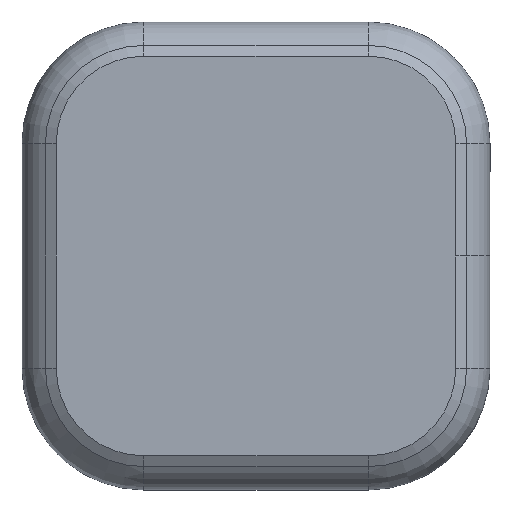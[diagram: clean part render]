
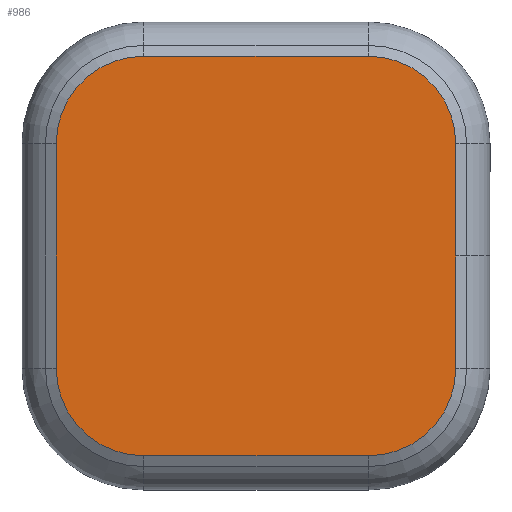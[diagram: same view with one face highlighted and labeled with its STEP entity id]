
A CAD part, front view. The second image highlights one B-rep face of the part: STEP entity #986.
In plain terms, the highlighted planar face has unit normal (0, -1, 0).
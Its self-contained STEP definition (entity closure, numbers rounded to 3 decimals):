
#45 = EDGE_CURVE ( 'NONE', #1349, #303, #1291, .T. ) ;
#60 = DIRECTION ( 'NONE',  ( 0., 0., 1. ) ) ;
#64 = VERTEX_POINT ( 'NONE', #1937 ) ;
#84 = ORIENTED_EDGE ( 'NONE', *, *, #1395, .T. ) ;
#115 = ORIENTED_EDGE ( 'NONE', *, *, #45, .T. ) ;
#133 = VECTOR ( 'NONE', #928, 1000. ) ;
#159 = FACE_OUTER_BOUND ( 'NONE', #675, .T. ) ;
#169 = DIRECTION ( 'NONE',  ( 1., 0., 0. ) ) ;
#182 = PLANE ( 'NONE',  #1375 ) ;
#292 = CARTESIAN_POINT ( 'NONE',  ( -4.8, 0., -4.8 ) ) ;
#303 = VERTEX_POINT ( 'NONE', #1984 ) ;
#319 = CARTESIAN_POINT ( 'NONE',  ( -4.8, 0., -8.536 ) ) ;
#358 = LINE ( 'NONE', #1625, #1566 ) ;
#371 = LINE ( 'NONE', #1118, #610 ) ;
#374 = DIRECTION ( 'NONE',  ( 0., -1., 0. ) ) ;
#390 = ORIENTED_EDGE ( 'NONE', *, *, #1483, .T. ) ;
#399 = EDGE_CURVE ( 'NONE', #554, #1349, #1862, .T. ) ;
#452 = CIRCLE ( 'NONE', #1064, 3.736 ) ;
#459 = CARTESIAN_POINT ( 'NONE',  ( 4.8, 0., -4.8 ) ) ;
#480 = VERTEX_POINT ( 'NONE', #811 ) ;
#520 = DIRECTION ( 'NONE',  ( 0., 0., 1. ) ) ;
#549 = ORIENTED_EDGE ( 'NONE', *, *, #1843, .T. ) ;
#554 = VERTEX_POINT ( 'NONE', #1290 ) ;
#585 = CARTESIAN_POINT ( 'NONE',  ( -8.536, 0., -4.8 ) ) ;
#610 = VECTOR ( 'NONE', #976, 1000. ) ;
#642 = CIRCLE ( 'NONE', #1569, 3.736 ) ;
#643 = EDGE_CURVE ( 'NONE', #303, #64, #358, .T. ) ;
#665 = CARTESIAN_POINT ( 'NONE',  ( -4.8, 0., 4.8 ) ) ;
#675 = EDGE_LOOP ( 'NONE', ( #991, #84, #1504, #1917, #390, #1454, #549, #683, #115 ) ) ;
#683 = ORIENTED_EDGE ( 'NONE', *, *, #399, .T. ) ;
#730 = CARTESIAN_POINT ( 'NONE',  ( 4.8, 0., 8.536 ) ) ;
#737 = DIRECTION ( 'NONE',  ( 0., 0., 1. ) ) ;
#811 = CARTESIAN_POINT ( 'NONE',  ( 8.536, 0., 4.8 ) ) ;
#819 = VERTEX_POINT ( 'NONE', #904 ) ;
#904 = CARTESIAN_POINT ( 'NONE',  ( -8.536, 0., 4.8 ) ) ;
#907 = CARTESIAN_POINT ( 'NONE',  ( 4.8, 0., 4.8 ) ) ;
#928 = DIRECTION ( 'NONE',  ( 1., 0., 0. ) ) ;
#976 = DIRECTION ( 'NONE',  ( 0., 0., -1. ) ) ;
#986 = ADVANCED_FACE ( 'NONE', ( #159 ), #182, .T. ) ;
#991 = ORIENTED_EDGE ( 'NONE', *, *, #643, .T. ) ;
#1042 = VECTOR ( 'NONE', #737, 1000. ) ;
#1061 = DIRECTION ( 'NONE',  ( 0., -1., 0. ) ) ;
#1064 = AXIS2_PLACEMENT_3D ( 'NONE', #907, #1061, #1248 ) ;
#1067 = EDGE_CURVE ( 'NONE', #480, #1590, #452, .T. ) ;
#1118 = CARTESIAN_POINT ( 'NONE',  ( -8.536, 0., 4.8 ) ) ;
#1200 = CARTESIAN_POINT ( 'NONE',  ( 4.8, 0., -8.536 ) ) ;
#1244 = DIRECTION ( 'NONE',  ( -1., 0., 0. ) ) ;
#1248 = DIRECTION ( 'NONE',  ( 1., 0., 0. ) ) ;
#1257 = DIRECTION ( 'NONE',  ( 0., -1., 0. ) ) ;
#1284 = VERTEX_POINT ( 'NONE', #1660 ) ;
#1290 = CARTESIAN_POINT ( 'NONE',  ( -4.8, 0., -8.536 ) ) ;
#1291 = CIRCLE ( 'NONE', #1626, 3.736 ) ;
#1349 = VERTEX_POINT ( 'NONE', #1200 ) ;
#1375 = AXIS2_PLACEMENT_3D ( 'NONE', #1420, #1446, #169 ) ;
#1382 = CARTESIAN_POINT ( 'NONE',  ( 8.536, 0., 0. ) ) ;
#1395 = EDGE_CURVE ( 'NONE', #64, #480, #1695, .T. ) ;
#1415 = DIRECTION ( 'NONE',  ( -1., 0., 0. ) ) ;
#1420 = CARTESIAN_POINT ( 'NONE',  ( 7.8, 0., 0. ) ) ;
#1446 = DIRECTION ( 'NONE',  ( 0., -1., 0. ) ) ;
#1454 = ORIENTED_EDGE ( 'NONE', *, *, #1927, .T. ) ;
#1483 = EDGE_CURVE ( 'NONE', #1284, #819, #1887, .T. ) ;
#1504 = ORIENTED_EDGE ( 'NONE', *, *, #1067, .T. ) ;
#1565 = AXIS2_PLACEMENT_3D ( 'NONE', #665, #374, #60 ) ;
#1566 = VECTOR ( 'NONE', #520, 1000. ) ;
#1569 = AXIS2_PLACEMENT_3D ( 'NONE', #292, #1257, #1415 ) ;
#1590 = VERTEX_POINT ( 'NONE', #730 ) ;
#1607 = VECTOR ( 'NONE', #1244, 1000. ) ;
#1625 = CARTESIAN_POINT ( 'NONE',  ( 8.536, 0., -4.8 ) ) ;
#1626 = AXIS2_PLACEMENT_3D ( 'NONE', #459, #1878, #1742 ) ;
#1660 = CARTESIAN_POINT ( 'NONE',  ( -4.8, 0., 8.536 ) ) ;
#1685 = VERTEX_POINT ( 'NONE', #585 ) ;
#1695 = LINE ( 'NONE', #1382, #1042 ) ;
#1742 = DIRECTION ( 'NONE',  ( 0., 0., -1. ) ) ;
#1843 = EDGE_CURVE ( 'NONE', #1685, #554, #642, .T. ) ;
#1856 = EDGE_CURVE ( 'NONE', #1590, #1284, #2025, .T. ) ;
#1862 = LINE ( 'NONE', #319, #133 ) ;
#1878 = DIRECTION ( 'NONE',  ( 0., -1., 0. ) ) ;
#1887 = CIRCLE ( 'NONE', #1565, 3.736 ) ;
#1917 = ORIENTED_EDGE ( 'NONE', *, *, #1856, .T. ) ;
#1927 = EDGE_CURVE ( 'NONE', #819, #1685, #371, .T. ) ;
#1937 = CARTESIAN_POINT ( 'NONE',  ( 8.536, 0., 0. ) ) ;
#1984 = CARTESIAN_POINT ( 'NONE',  ( 8.536, 0., -4.8 ) ) ;
#2025 = LINE ( 'NONE', #2042, #1607 ) ;
#2042 = CARTESIAN_POINT ( 'NONE',  ( 4.8, 0., 8.536 ) ) ;
